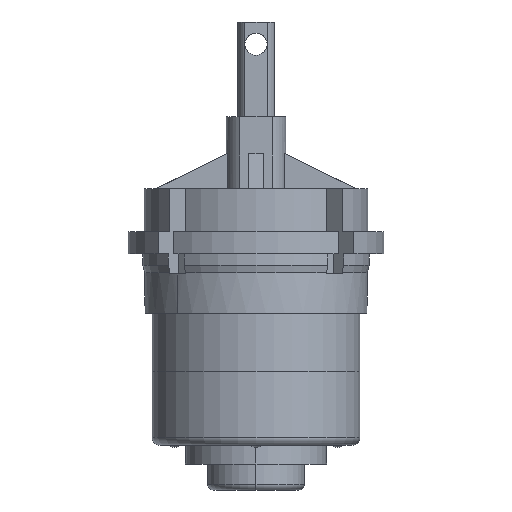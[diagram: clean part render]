
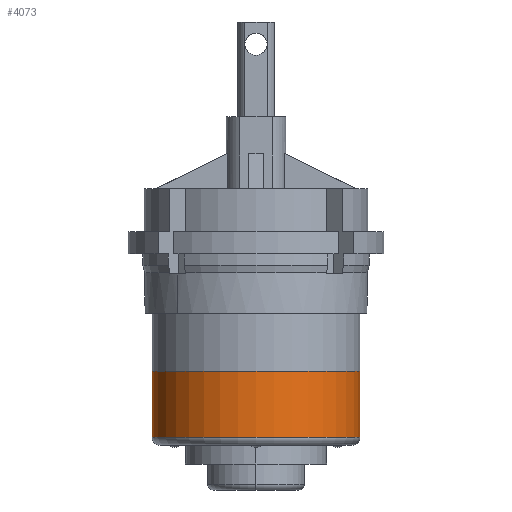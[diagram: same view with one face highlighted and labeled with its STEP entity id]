
A CAD part, front view. The second image highlights one B-rep face of the part: STEP entity #4073.
In plain terms, the highlighted cylindrical face has radius 14 mm (diameter 28 mm), a partial arc.
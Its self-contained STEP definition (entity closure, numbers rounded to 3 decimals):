
#64 = AXIS2_PLACEMENT_3D ( 'NONE', #4755, #4756, #4757 ) ;
#65 = AXIS2_PLACEMENT_3D ( 'NONE', #4758, #4759, #4760 ) ;
#342 = ORIENTED_EDGE ( 'NONE', *, *, #11195, .T. ) ;
#349 = ORIENTED_EDGE ( 'NONE', *, *, #11190, .F. ) ;
#350 = ORIENTED_EDGE ( 'NONE', *, *, #511, .T. ) ;
#351 = ORIENTED_EDGE ( 'NONE', *, *, #512, .F. ) ;
#402 = EDGE_LOOP ( 'NONE', ( #349, #350, #342, #351 ) ) ;
#511 = EDGE_CURVE ( 'NONE', #1621, #1622, #4137, .T. ) ;
#512 = EDGE_CURVE ( 'NONE', #1623, #1628, #4138, .T. ) ;
#1621 = VERTEX_POINT ( 'NONE', #8448 ) ;
#1622 = VERTEX_POINT ( 'NONE', #8449 ) ;
#1623 = VERTEX_POINT ( 'NONE', #8450 ) ;
#1628 = VERTEX_POINT ( 'NONE', #8454 ) ;
#4073 = ADVANCED_FACE ( 'NONE', ( #10268 ), #10265, .T. ) ;
#4137 = CIRCLE ( 'NONE', #64, 14. ) ;
#4138 = CIRCLE ( 'NONE', #65, 14. ) ;
#4755 = CARTESIAN_POINT ( 'NONE',  ( -27.428, 3.79, -8.9 ) ) ;
#4756 = DIRECTION ( 'NONE',  ( 0., 0., 1. ) ) ;
#4757 = DIRECTION ( 'NONE',  ( 1., 0., 0. ) ) ;
#4758 = CARTESIAN_POINT ( 'NONE',  ( -27.428, 3.79, 0. ) ) ;
#4759 = DIRECTION ( 'NONE',  ( 0., 0., 1. ) ) ;
#4760 = DIRECTION ( 'NONE',  ( 1., 0., 0. ) ) ;
#8448 = CARTESIAN_POINT ( 'NONE',  ( -41.428, 3.79, -8.9 ) ) ;
#8449 = CARTESIAN_POINT ( 'NONE',  ( -13.428, 3.79, -8.9 ) ) ;
#8450 = CARTESIAN_POINT ( 'NONE',  ( -41.428, 3.79, 0. ) ) ;
#8454 = CARTESIAN_POINT ( 'NONE',  ( -13.428, 3.79, 0. ) ) ;
#10259 = AXIS2_PLACEMENT_3D ( 'NONE', #10880, #10881, #10882 ) ;
#10265 = CYLINDRICAL_SURFACE ( 'NONE', #10259, 14. ) ;
#10268 = FACE_OUTER_BOUND ( 'NONE', #402, .T. ) ;
#10312 = VECTOR ( 'NONE', #10966, 1000. ) ;
#10317 = VECTOR ( 'NONE', #10981, 1000. ) ;
#10880 = CARTESIAN_POINT ( 'NONE',  ( -27.428, 3.79, -9. ) ) ;
#10881 = DIRECTION ( 'NONE',  ( 0., 0., 1. ) ) ;
#10882 = DIRECTION ( 'NONE',  ( 1., 0., 0. ) ) ;
#10964 = LINE ( 'NONE', #10965, #10312 ) ;
#10965 = CARTESIAN_POINT ( 'NONE',  ( -41.428, 3.79, -9. ) ) ;
#10966 = DIRECTION ( 'NONE',  ( 0., 0., 1. ) ) ;
#10979 = LINE ( 'NONE', #10980, #10317 ) ;
#10980 = CARTESIAN_POINT ( 'NONE',  ( -13.428, 3.79, -9. ) ) ;
#10981 = DIRECTION ( 'NONE',  ( 0., 0., 1. ) ) ;
#11190 = EDGE_CURVE ( 'NONE', #1621, #1623, #10964, .T. ) ;
#11195 = EDGE_CURVE ( 'NONE', #1622, #1628, #10979, .T. ) ;
